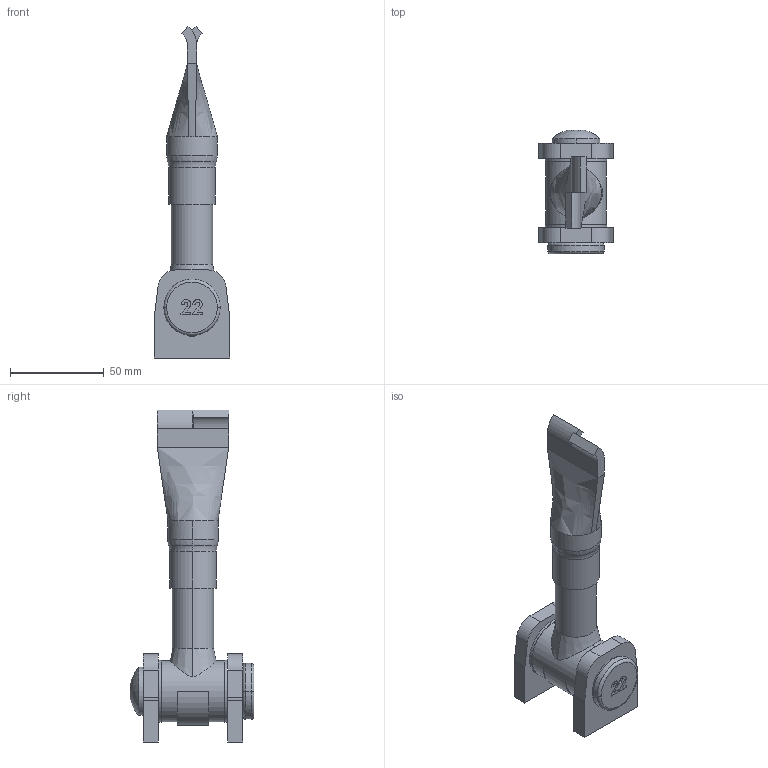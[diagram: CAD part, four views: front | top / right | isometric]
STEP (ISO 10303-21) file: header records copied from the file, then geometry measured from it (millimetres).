
FILE_DESCRIPTION (( 'STEP AP203' ), '1' );
FILE_NAME ('140-M22.step', '2019-09-09T12:33:54', ( '' ), ( '' ), 'SwSTEP 2.0', 'SolidWorks 2015', '' );
FILE_SCHEMA (( 'CONFIG_CONTROL_DESIGN' ));
Length unit declared in the file: millimetre
Products named in the file (7): 140-MXX Teil4_140-M22 Teil4; 140-MXX Teil2_140-M22 Teil2; 140-MXX Teil3_140-M22 Teil3; 140-M22; 140-MXX Teil6_140-M22 Teil6; 140-MXX Teil1_140-M22 Teil1; 140-MXX Teil5_140-M22 Teil5
Assembly tree (8 placements, depth 2):
  140-M22
    140-MXX Teil4_140-M22 Teil4
    140-MXX Teil3_140-M22 Teil3  x2
    140-MXX Teil5_140-M22 Teil5
    140-MXX Teil6_140-M22 Teil6
    140-MXX Teil1_140-M22 Teil1  x2
    140-MXX Teil2_140-M22 Teil2
Bounding box: 40 x 66.05 x 177 mm (x, y, z)
Volume: 109481.9 mm3; surface area: 43887 mm2
Topology: 8 solids, 8 shells, 564 faces, 1464 edges, 961 vertices
Faces by surface type: plane 317, bspline 158, cylinder 61, cone 14, torus 12, sphere 2
Entity records: 20165 total; most frequent: CARTESIAN_POINT 11396, ORIENTED_EDGE 1784, DIRECTION 1390, EDGE_CURVE 892, VERTEX_POINT 581, VECTOR 560, LINE 560, AXIS2_PLACEMENT_3D 415
